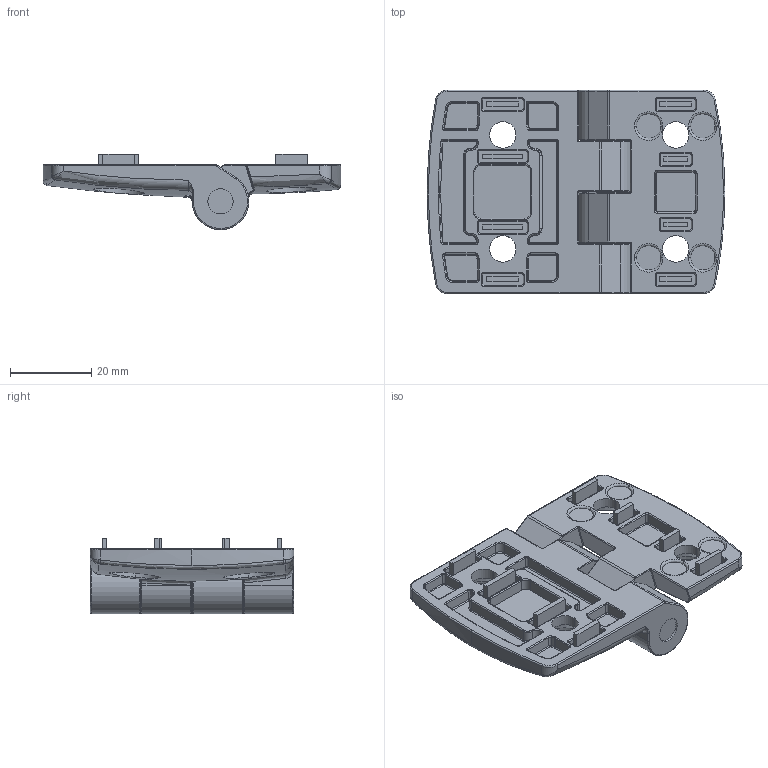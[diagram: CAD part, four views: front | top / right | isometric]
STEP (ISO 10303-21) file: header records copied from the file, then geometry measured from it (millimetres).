
FILE_DESCRIPTION (( 'STEP AP214' ), '1' );
FILE_NAME ('AL-351.0900A.01 Äâåðíàÿ ïåòëÿ àëþìèíèåâàÿ, 30,45 ñåðèÿ.step', '2025-10-31T09:54:55', ( '' ), ( '' ), 'SwSTEP 2.0', 'SolidWorks 2021', '' );
FILE_SCHEMA (( 'AUTOMOTIVE_DESIGN' ));
Length unit declared in the file: millimetre
Products named in the file (1): AL-351.0900A.01 Äâåðíàÿ ïåòëÿ àëþìèíèåâàÿ, 30,45 ñåðèÿ
Bounding box: 73.1 x 50 x 18.5 mm (x, y, z)
Volume: 22615.7 mm3; surface area: 13277.8 mm2
Topology: 2 solids, 2 shells, 652 faces, 1507 edges, 886 vertices
Faces by surface type: cylinder 261, plane 150, torus 117, bspline 112, cone 8, sphere 4
Entity records: 30731 total; most frequent: CARTESIAN_POINT 9555, ORIENTED_EDGE 3010, DIRECTION 2831, EDGE_CURVE 1505, AXIS2_PLACEMENT_3D 1115, VERTEX_POINT 886, EDGE_LOOP 695, UNCERTAINTY_MEASURE_WITH_UNIT 656
